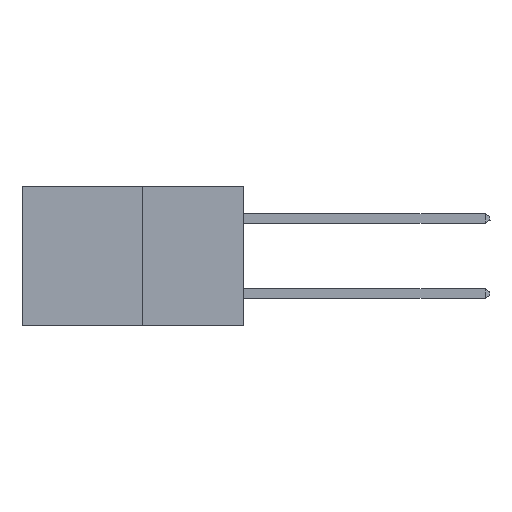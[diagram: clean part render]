
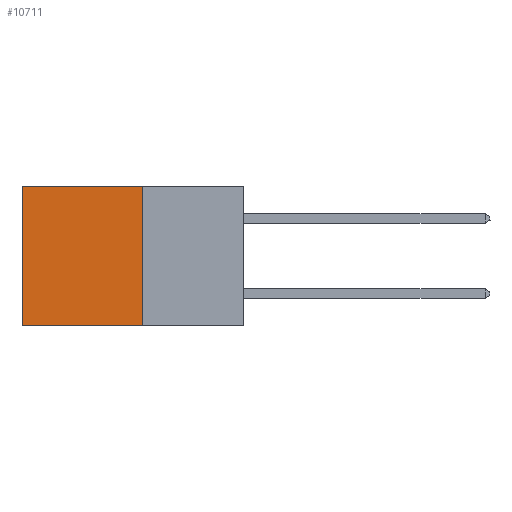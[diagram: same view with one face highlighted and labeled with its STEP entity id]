
A CAD part, left-side view. The second image highlights one B-rep face of the part: STEP entity #10711.
In plain terms, the highlighted planar face has unit normal (-1, 0, 0).
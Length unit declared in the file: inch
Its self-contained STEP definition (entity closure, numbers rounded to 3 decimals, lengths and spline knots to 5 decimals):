
#147 = EDGE_CURVE ( 'NONE', #6695, #7445, #2684, .T. ) ;
#443 = VECTOR ( 'NONE', #5890, 39.37008 ) ;
#772 = VECTOR ( 'NONE', #8918, 39.37008 ) ;
#1257 = ORIENTED_EDGE ( 'NONE', *, *, #8037, .F. ) ;
#1429 = CARTESIAN_POINT ( 'NONE',  ( 0.277, 0.27, -0.37 ) ) ;
#1631 = CARTESIAN_POINT ( 'NONE',  ( 0.277, 0.27, -0.37 ) ) ;
#1724 = CARTESIAN_POINT ( 'NONE',  ( 0.277, 0.27, -0.37 ) ) ;
#2076 = CARTESIAN_POINT ( 'NONE',  ( 0.277, 0.27, -0.37 ) ) ;
#2684 = LINE ( 'NONE', #6446, #10462 ) ;
#2707 = DIRECTION ( 'NONE',  ( 1., 0., 0. ) ) ;
#3264 = LINE ( 'NONE', #4892, #443 ) ;
#3373 = EDGE_LOOP ( 'NONE', ( #6398, #1257, #4050, #9474 ) ) ;
#4050 = ORIENTED_EDGE ( 'NONE', *, *, #5694, .F. ) ;
#4154 = CARTESIAN_POINT ( 'NONE',  ( 0.277, 0.27, 0. ) ) ;
#4512 = FACE_OUTER_BOUND ( 'NONE', #3373, .T. ) ;
#4892 = CARTESIAN_POINT ( 'NONE',  ( 0.277, 0.27, 0. ) ) ;
#5514 = DIRECTION ( 'NONE',  ( 0., 0., -1. ) ) ;
#5694 = EDGE_CURVE ( 'NONE', #6896, #11207, #12487, .T. ) ;
#5890 = DIRECTION ( 'NONE',  ( 0., 1., 0. ) ) ;
#5989 = CARTESIAN_POINT ( 'NONE',  ( 0.277, 0.59, -0.37 ) ) ;
#6398 = ORIENTED_EDGE ( 'NONE', *, *, #147, .T. ) ;
#6446 = CARTESIAN_POINT ( 'NONE',  ( 0.277, 0.59, -0.37 ) ) ;
#6567 = LINE ( 'NONE', #1724, #772 ) ;
#6695 = VERTEX_POINT ( 'NONE', #12687 ) ;
#6896 = VERTEX_POINT ( 'NONE', #4154 ) ;
#7445 = VERTEX_POINT ( 'NONE', #5989 ) ;
#7745 = PLANE ( 'NONE',  #9258 ) ;
#8037 = EDGE_CURVE ( 'NONE', #11207, #7445, #6567, .T. ) ;
#8052 = EDGE_CURVE ( 'NONE', #6896, #6695, #3264, .T. ) ;
#8918 = DIRECTION ( 'NONE',  ( 0., 1., 0. ) ) ;
#9258 = AXIS2_PLACEMENT_3D ( 'NONE', #1631, #2707, #9833 ) ;
#9474 = ORIENTED_EDGE ( 'NONE', *, *, #8052, .T. ) ;
#9833 = DIRECTION ( 'NONE',  ( 0., 0., -1. ) ) ;
#9887 = VECTOR ( 'NONE', #12557, 39.37008 ) ;
#10462 = VECTOR ( 'NONE', #5514, 39.37008 ) ;
#10711 = ADVANCED_FACE ( 'NONE', ( #4512 ), #7745, .F. ) ;
#11207 = VERTEX_POINT ( 'NONE', #1429 ) ;
#12487 = LINE ( 'NONE', #2076, #9887 ) ;
#12557 = DIRECTION ( 'NONE',  ( 0., 0., -1. ) ) ;
#12687 = CARTESIAN_POINT ( 'NONE',  ( 0.277, 0.59, 0. ) ) ;
